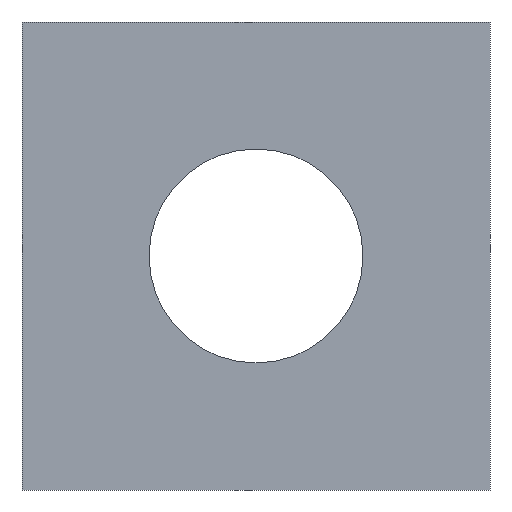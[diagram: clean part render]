
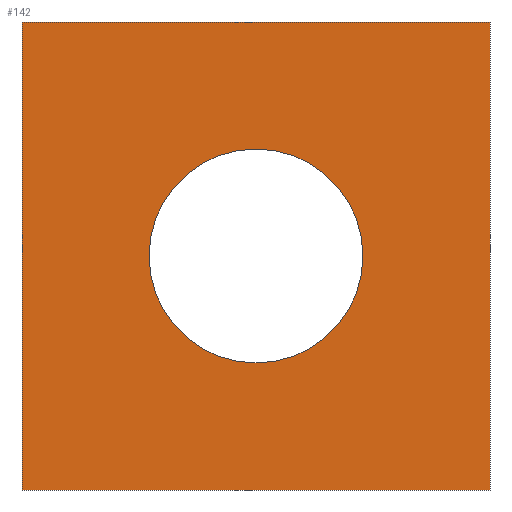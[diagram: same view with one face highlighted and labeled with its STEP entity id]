
A CAD part, left-side view. The second image highlights one B-rep face of the part: STEP entity #142.
In plain terms, the highlighted planar face has unit normal (-1, 0, 0).
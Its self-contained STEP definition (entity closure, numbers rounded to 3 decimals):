
#16=FACE_BOUND('',#40,.T.);
#21=PLANE('',#167);
#30=FACE_OUTER_BOUND('',#39,.T.);
#39=EDGE_LOOP('',(#126,#127,#128,#129));
#40=EDGE_LOOP('',(#130));
#48=LINE('',#230,#62);
#51=LINE('',#235,#65);
#53=LINE('',#239,#67);
#55=LINE('',#242,#69);
#62=VECTOR('',#191,10.);
#65=VECTOR('',#196,10.);
#67=VECTOR('',#200,10.);
#69=VECTOR('',#204,10.);
#72=CIRCLE('',#162,1.6);
#75=VERTEX_POINT('',#215);
#80=VERTEX_POINT('',#228);
#81=VERTEX_POINT('',#229);
#82=VERTEX_POINT('',#234);
#83=VERTEX_POINT('',#238);
#88=EDGE_CURVE('',#75,#75,#72,.T.);
#93=EDGE_CURVE('',#80,#81,#48,.T.);
#96=EDGE_CURVE('',#82,#81,#51,.T.);
#98=EDGE_CURVE('',#80,#83,#53,.T.);
#100=EDGE_CURVE('',#82,#83,#55,.T.);
#126=ORIENTED_EDGE('',*,*,#98,.F.);
#127=ORIENTED_EDGE('',*,*,#93,.T.);
#128=ORIENTED_EDGE('',*,*,#96,.F.);
#129=ORIENTED_EDGE('',*,*,#100,.T.);
#130=ORIENTED_EDGE('',*,*,#88,.F.);
#142=ADVANCED_FACE('',(#30,#16),#21,.F.);
#162=AXIS2_PLACEMENT_3D('',#217,#181,#182);
#167=AXIS2_PLACEMENT_3D('',#241,#202,#203);
#181=DIRECTION('center_axis',(-1.,0.,0.));
#182=DIRECTION('ref_axis',(0.,0.,1.));
#191=DIRECTION('',(0.,0.,-1.));
#196=DIRECTION('',(0.,1.,0.));
#200=DIRECTION('',(0.,-1.,0.));
#202=DIRECTION('center_axis',(1.,0.,0.));
#203=DIRECTION('ref_axis',(0.,0.,1.));
#204=DIRECTION('',(0.,0.,1.));
#215=CARTESIAN_POINT('',(300.,20.,-7.1));
#217=CARTESIAN_POINT('Origin',(300.,20.,-5.5));
#228=CARTESIAN_POINT('',(300.,23.5,-2.));
#229=CARTESIAN_POINT('',(300.,23.5,-9.));
#230=CARTESIAN_POINT('',(300.,23.5,-9.));
#234=CARTESIAN_POINT('',(300.,16.5,-9.));
#235=CARTESIAN_POINT('',(300.,20.,-9.));
#238=CARTESIAN_POINT('',(300.,16.5,-2.));
#239=CARTESIAN_POINT('',(300.,20.,-2.));
#241=CARTESIAN_POINT('Origin',(300.,20.,-9.));
#242=CARTESIAN_POINT('',(300.,16.5,-9.));
